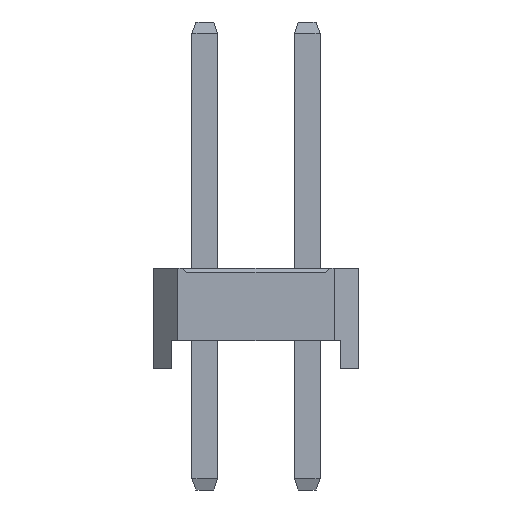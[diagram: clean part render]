
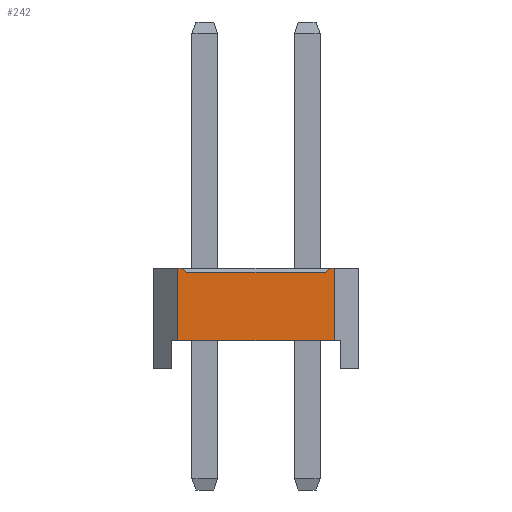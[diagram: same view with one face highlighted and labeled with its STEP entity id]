
A CAD part, left-side view. The second image highlights one B-rep face of the part: STEP entity #242.
In plain terms, the highlighted planar face has unit normal (-1, 0, 0).
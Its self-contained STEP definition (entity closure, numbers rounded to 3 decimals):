
#242=ADVANCED_FACE('',(#1199),#1201,.T.);
#1199=FACE_BOUND('',#1200,.T.);
#1200=EDGE_LOOP('',(#1967,#1968,#1969,#1970,#1971,#1972,#1973,#1974));
#1201=PLANE('',#1202);
#1202=AXIS2_PLACEMENT_3D('',#1203,#1204,#1205);
#1203=CARTESIAN_POINT('',(-1.27,3.21,0.));
#1204=DIRECTION('',(-1.,0.,0.));
#1205=DIRECTION('',(0.,-1.,0.));
#1967=ORIENTED_EDGE('',*,*,#2452,.F.);
#1968=ORIENTED_EDGE('',*,*,#2453,.T.);
#1969=ORIENTED_EDGE('',*,*,#2454,.F.);
#1970=ORIENTED_EDGE('',*,*,#2377,.F.);
#1971=ORIENTED_EDGE('',*,*,#2455,.F.);
#1972=ORIENTED_EDGE('',*,*,#2342,.T.);
#1973=ORIENTED_EDGE('',*,*,#2451,.T.);
#1974=ORIENTED_EDGE('',*,*,#2381,.F.);
#2342=EDGE_CURVE('',#2608,#2606,#2609,.T.);
#2377=EDGE_CURVE('',#2676,#2678,#2679,.T.);
#2381=EDGE_CURVE('',#2684,#2686,#2687,.T.);
#2451=EDGE_CURVE('',#2606,#2686,#2805,.T.);
#2452=EDGE_CURVE('',#2806,#2684,#2807,.F.);
#2453=EDGE_CURVE('',#2806,#2808,#2809,.T.);
#2454=EDGE_CURVE('',#2678,#2808,#2810,.F.);
#2455=EDGE_CURVE('',#2608,#2676,#2811,.T.);
#2606=VERTEX_POINT('',#3036);
#2608=VERTEX_POINT('',#3040);
#2609=LINE('',#3041,#3042);
#2676=VERTEX_POINT('',#3176);
#2678=VERTEX_POINT('',#3180);
#2679=LINE('',#3181,#3182);
#2684=VERTEX_POINT('',#3192);
#2686=VERTEX_POINT('',#3196);
#2687=LINE('',#3197,#3198);
#2805=LINE('',#3455,#3456);
#2806=VERTEX_POINT('',#3458);
#2807=LINE('',#3459,#3460);
#2808=VERTEX_POINT('',#3462);
#2809=LINE('',#3463,#3464);
#2810=LINE('',#3466,#3467);
#2811=LINE('',#3469,#3470);
#3036=CARTESIAN_POINT('',(-1.27,-0.67,0.7));
#3040=CARTESIAN_POINT('',(-1.27,3.21,0.7));
#3041=CARTESIAN_POINT('',(-1.27,3.21,0.7));
#3042=VECTOR('',#3043,1.);
#3043=DIRECTION('',(0.,-1.,0.));
#3176=CARTESIAN_POINT('',(-1.27,3.21,2.5));
#3180=CARTESIAN_POINT('',(-1.27,3.09,2.5));
#3181=CARTESIAN_POINT('',(-1.27,3.21,2.5));
#3182=VECTOR('',#3183,1.);
#3183=DIRECTION('',(0.,-1.,0.));
#3192=CARTESIAN_POINT('',(-1.27,-0.55,2.5));
#3196=CARTESIAN_POINT('',(-1.27,-0.67,2.5));
#3197=CARTESIAN_POINT('',(-1.27,-0.55,2.5));
#3198=VECTOR('',#3199,1.);
#3199=DIRECTION('',(0.,-1.,0.));
#3455=CARTESIAN_POINT('',(-1.27,-0.67,0.7));
#3456=VECTOR('',#3457,1.);
#3457=DIRECTION('',(0.,0.,1.));
#3458=CARTESIAN_POINT('',(-1.27,-0.45,2.4));
#3459=CARTESIAN_POINT('',(-1.27,-0.55,2.5));
#3460=VECTOR('',#3461,1.);
#3461=DIRECTION('',(0.,0.707,-0.707));
#3462=CARTESIAN_POINT('',(-1.27,2.99,2.4));
#3463=CARTESIAN_POINT('',(-1.27,-0.45,2.4));
#3464=VECTOR('',#3465,1.);
#3465=DIRECTION('',(0.,1.,0.));
#3466=CARTESIAN_POINT('',(-1.27,2.99,2.4));
#3467=VECTOR('',#3468,1.);
#3468=DIRECTION('',(0.,0.707,0.707));
#3469=CARTESIAN_POINT('',(-1.27,3.21,0.7));
#3470=VECTOR('',#3471,1.);
#3471=DIRECTION('',(0.,0.,1.));
